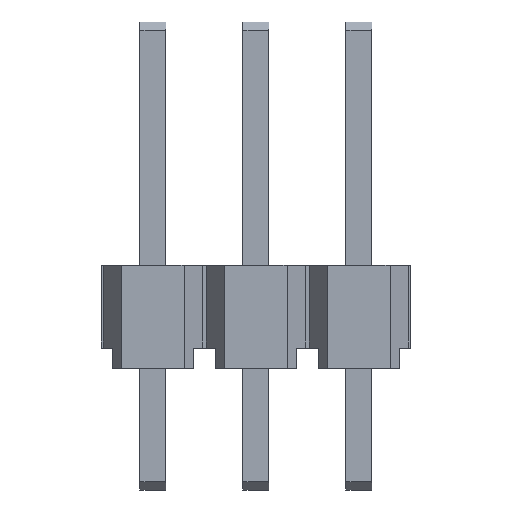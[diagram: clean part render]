
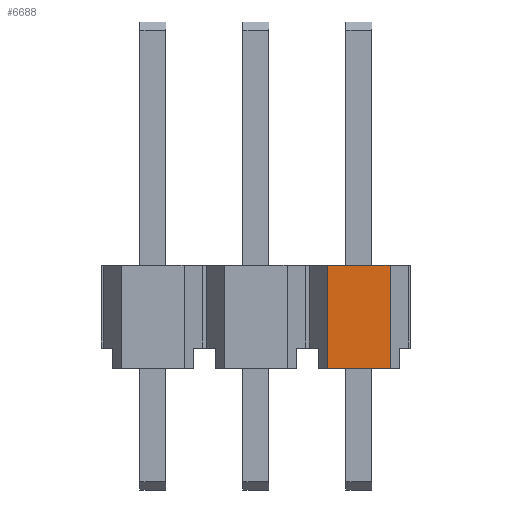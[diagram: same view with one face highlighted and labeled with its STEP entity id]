
A CAD part, front view. The second image highlights one B-rep face of the part: STEP entity #6688.
In plain terms, the highlighted planar face has unit normal (0, -1, 0).
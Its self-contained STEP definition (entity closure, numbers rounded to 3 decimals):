
#239 = DIRECTION ( 'NONE',  ( 0., 1., 0. ) ) ;
#873 = CARTESIAN_POINT ( 'NONE',  ( -3.81, -1.27, 2.54 ) ) ;
#958 = CARTESIAN_POINT ( 'NONE',  ( 3.31, -1.27, 0. ) ) ;
#1204 = EDGE_LOOP ( 'NONE', ( #15408, #1813, #7839, #16665 ) ) ;
#1506 = EDGE_CURVE ( 'NONE', #16185, #16458, #8838, .T. ) ;
#1813 = ORIENTED_EDGE ( 'NONE', *, *, #2618, .F. ) ;
#2215 = CARTESIAN_POINT ( 'NONE',  ( 1.77, -1.27, 2.54 ) ) ;
#2575 = FACE_OUTER_BOUND ( 'NONE', #1204, .T. ) ;
#2618 = EDGE_CURVE ( 'NONE', #16185, #7763, #6738, .T. ) ;
#2957 = CARTESIAN_POINT ( 'NONE',  ( 3.31, -1.27, 2.54 ) ) ;
#4175 = LINE ( 'NONE', #5316, #6985 ) ;
#4482 = VECTOR ( 'NONE', #13336, 1000. ) ;
#5066 = VERTEX_POINT ( 'NONE', #2957 ) ;
#5316 = CARTESIAN_POINT ( 'NONE',  ( 3.31, -1.27, -3. ) ) ;
#5466 = CARTESIAN_POINT ( 'NONE',  ( -3.81, -1.27, 2.54 ) ) ;
#6018 = LINE ( 'NONE', #873, #10197 ) ;
#6052 = DIRECTION ( 'NONE',  ( 1., 0., 0. ) ) ;
#6688 = ADVANCED_FACE ( 'NONE', ( #2575 ), #14194, .F. ) ;
#6738 = LINE ( 'NONE', #8105, #4482 ) ;
#6985 = VECTOR ( 'NONE', #9401, 1000. ) ;
#7763 = VERTEX_POINT ( 'NONE', #2215 ) ;
#7764 = CARTESIAN_POINT ( 'NONE',  ( -3.81, -1.27, 0. ) ) ;
#7839 = ORIENTED_EDGE ( 'NONE', *, *, #1506, .T. ) ;
#8105 = CARTESIAN_POINT ( 'NONE',  ( 1.77, -1.27, -3. ) ) ;
#8838 = LINE ( 'NONE', #7764, #9582 ) ;
#9401 = DIRECTION ( 'NONE',  ( 0., 0., 1. ) ) ;
#9582 = VECTOR ( 'NONE', #6052, 1000. ) ;
#9714 = CARTESIAN_POINT ( 'NONE',  ( 1.77, -1.27, 0. ) ) ;
#10134 = EDGE_CURVE ( 'NONE', #7763, #5066, #6018, .T. ) ;
#10197 = VECTOR ( 'NONE', #11339, 1000. ) ;
#10534 = EDGE_CURVE ( 'NONE', #16458, #5066, #4175, .T. ) ;
#11339 = DIRECTION ( 'NONE',  ( 1., 0., 0. ) ) ;
#12075 = DIRECTION ( 'NONE',  ( 0., 0., 1. ) ) ;
#13327 = AXIS2_PLACEMENT_3D ( 'NONE', #5466, #239, #12075 ) ;
#13336 = DIRECTION ( 'NONE',  ( 0., 0., 1. ) ) ;
#14194 = PLANE ( 'NONE',  #13327 ) ;
#15408 = ORIENTED_EDGE ( 'NONE', *, *, #10134, .F. ) ;
#16185 = VERTEX_POINT ( 'NONE', #9714 ) ;
#16458 = VERTEX_POINT ( 'NONE', #958 ) ;
#16665 = ORIENTED_EDGE ( 'NONE', *, *, #10534, .T. ) ;
